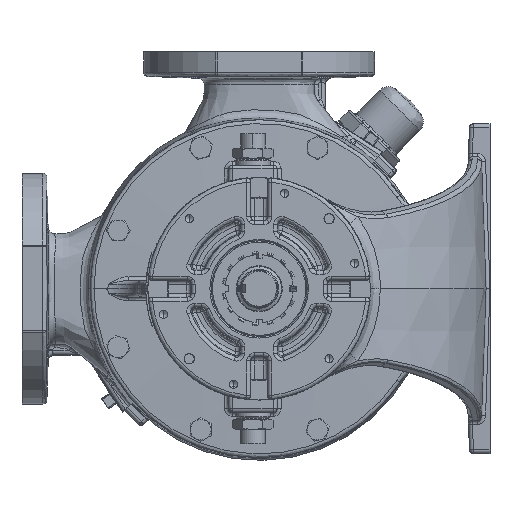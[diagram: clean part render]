
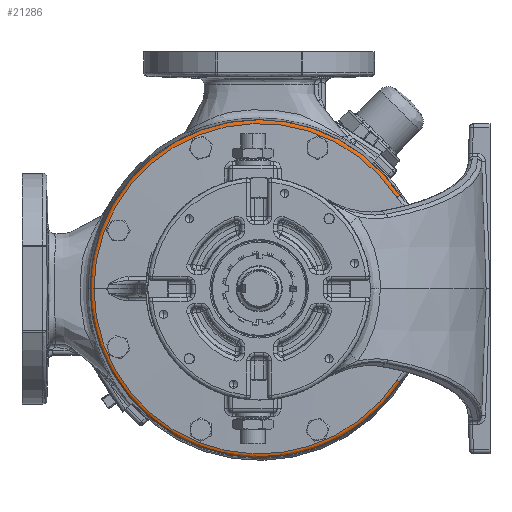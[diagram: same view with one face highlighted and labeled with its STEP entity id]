
A CAD part, left-side view. The second image highlights one B-rep face of the part: STEP entity #21286.
In plain terms, the highlighted free-form (B-spline) face has degree [3, 3] with [4, 7] control points.
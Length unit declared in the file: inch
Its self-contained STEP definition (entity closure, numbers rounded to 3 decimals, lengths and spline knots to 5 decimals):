
#4285 = CARTESIAN_POINT ( 'NONE',  ( -0.62404, 0., 0. ) ) ;
#6316 = CARTESIAN_POINT ( 'NONE',  ( -0.62404, -4.17571, 2.76684 ) ) ;
#7405 = AXIS2_PLACEMENT_3D ( 'NONE', #127481, #297707, #152020 ) ;
#7899 = VERTEX_POINT ( 'NONE', #222636 ) ;
#8138 = AXIS2_PLACEMENT_3D ( 'NONE', #174080, #27662, #198615 ) ;
#10506 = CARTESIAN_POINT ( 'NONE',  ( -0.62404, -0.81558, -7.83795 ) ) ;
#11523 = CARTESIAN_POINT ( 'NONE',  ( -0.57248, 5.125, -6.22396 ) ) ;
#14023 = DIRECTION ( 'NONE',  ( 0., -0.834, -0.552 ) ) ;
#15701 = CARTESIAN_POINT ( 'NONE',  ( -0.62404, 0., 0. ) ) ;
#17866 = CIRCLE ( 'NONE', #142325, 0.12 ) ;
#19076 = DIRECTION ( 'NONE',  ( 1., 0., 0. ) ) ;
#20938 = EDGE_CURVE ( 'NONE', #158165, #157984, #69705, .T. ) ;
#21286 = ADVANCED_FACE ( 'Defeatured_0_668', ( #34240 ), #298644, .T. ) ;
#27662 = DIRECTION ( 'NONE',  ( 0., -0.552, -0.834 ) ) ;
#27723 = CARTESIAN_POINT ( 'NONE',  ( -0.50412, 0., 0. ) ) ;
#28709 = DIRECTION ( 'NONE',  ( 0., -1., 0. ) ) ;
#30938 = ORIENTED_EDGE ( 'NONE', *, *, #259083, .F. ) ;
#34240 = FACE_OUTER_BOUND ( 'NONE', #107916, .T. ) ;
#35031 = CARTESIAN_POINT ( 'NONE',  ( -0.62166, -4.23267, 2.80457 ) ) ;
#36080 = CARTESIAN_POINT ( 'NONE',  ( -0.57248, -4.27226, -2.8308 ) ) ;
#37092 = CARTESIAN_POINT ( 'NONE',  ( -0.62404, -4.17571, -2.76684 ) ) ;
#40292 = DIRECTION ( 'NONE',  ( 0., -1., 0. ) ) ;
#41868 = ORIENTED_EDGE ( 'NONE', *, *, #155226, .T. ) ;
#42461 = ORIENTED_EDGE ( 'NONE', *, *, #308859, .T. ) ;
#52270 = DIRECTION ( 'NONE',  ( 0., 0., -1. ) ) ;
#59600 = CARTESIAN_POINT ( 'NONE',  ( -0.62166, 5.07751, 6.16629 ) ) ;
#60653 = CARTESIAN_POINT ( 'NONE',  ( -0.50412, -0.83444, 8.01916 ) ) ;
#66068 = AXIS2_PLACEMENT_3D ( 'NONE', #4285, #175114, #28709 ) ;
#66776 = CIRCLE ( 'NONE', #7405, 5.125 ) ;
#69705 = CIRCLE ( 'NONE', #227666, 5.125 ) ;
#77528 = ORIENTED_EDGE ( 'NONE', *, *, #288979, .T. ) ;
#84170 = CARTESIAN_POINT ( 'NONE',  ( -0.62166, 5.07751, -6.16629 ) ) ;
#85230 = CARTESIAN_POINT ( 'NONE',  ( -0.50412, 5.125, 0. ) ) ;
#92833 = VERTEX_POINT ( 'NONE', #6316 ) ;
#92871 = AXIS2_PLACEMENT_3D ( 'NONE', #27723, #198673, #52270 ) ;
#99206 = ORIENTED_EDGE ( 'NONE', *, *, #20938, .F. ) ;
#101017 = EDGE_CURVE ( 'NONE', #238828, #7899, #66776, .T. ) ;
#107916 = EDGE_LOOP ( 'NONE', ( #42461, #41868, #77528, #280980, #149113, #30938, #99206 ) ) ;
#108738 = CARTESIAN_POINT ( 'NONE',  ( -0.62166, -4.23267, -2.80457 ) ) ;
#109771 = CARTESIAN_POINT ( 'NONE',  ( -0.50412, -0.83444, -8.01916 ) ) ;
#127481 = CARTESIAN_POINT ( 'NONE',  ( -0.50412, 0., 0. ) ) ;
#132360 = CARTESIAN_POINT ( 'NONE',  ( -0.62404, 5.00919, 6.08331 ) ) ;
#133417 = CARTESIAN_POINT ( 'NONE',  ( -0.57248, -0.83444, 8.01916 ) ) ;
#140935 = VERTEX_POINT ( 'NONE', #37092 ) ;
#142325 = AXIS2_PLACEMENT_3D ( 'NONE', #306039, #160435, #14023 ) ;
#142933 = AXIS2_PLACEMENT_3D ( 'NONE', #15701, #186594, #40292 ) ;
#148192 = EDGE_CURVE ( 'NONE', #7899, #92833, #186344, .T. ) ;
#149113 = ORIENTED_EDGE ( 'NONE', *, *, #101017, .F. ) ;
#152020 = DIRECTION ( 'NONE',  ( 0., 0., -1. ) ) ;
#155226 = EDGE_CURVE ( 'NONE', #140935, #240694, #235088, .T. ) ;
#156445 = CIRCLE ( 'NONE', #66068, 5.00919 ) ;
#156885 = CARTESIAN_POINT ( 'NONE',  ( -0.62404, 5.00919, -6.08331 ) ) ;
#157885 = CARTESIAN_POINT ( 'NONE',  ( -0.57248, 5.125, 0. ) ) ;
#157984 = VERTEX_POINT ( 'NONE', #227782 ) ;
#158165 = VERTEX_POINT ( 'NONE', #273179 ) ;
#160435 = DIRECTION ( 'NONE',  ( 0., 0.552, -0.834 ) ) ;
#165510 = CARTESIAN_POINT ( 'NONE',  ( -0.50412, 0., 0. ) ) ;
#174080 = CARTESIAN_POINT ( 'NONE',  ( -0.50412, -4.17222, 2.76452 ) ) ;
#175114 = DIRECTION ( 'NONE',  ( 1., 0., 0. ) ) ;
#180400 = CARTESIAN_POINT ( 'NONE',  ( -0.62404, 5.00919, 0. ) ) ;
#181372 = CARTESIAN_POINT ( 'NONE',  ( -0.62404, -4.17571, -2.76684 ) ) ;
#182403 = CARTESIAN_POINT ( 'NONE',  ( -0.57248, -0.83444, -8.01916 ) ) ;
#186344 = CIRCLE ( 'NONE', #8138, 0.12 ) ;
#186594 = DIRECTION ( 'NONE',  ( 1., 0., 0. ) ) ;
#190019 = DIRECTION ( 'NONE',  ( 0., 0., -1. ) ) ;
#198615 = DIRECTION ( 'NONE',  ( 0., 0.834, -0.552 ) ) ;
#198673 = DIRECTION ( 'NONE',  ( 1., 0., 0. ) ) ;
#205869 = CARTESIAN_POINT ( 'NONE',  ( -0.62166, -0.82671, 7.94486 ) ) ;
#206874 = CARTESIAN_POINT ( 'NONE',  ( -0.50412, -4.27226, 2.8308 ) ) ;
#222636 = CARTESIAN_POINT ( 'NONE',  ( -0.50412, -4.27226, 2.8308 ) ) ;
#227666 = AXIS2_PLACEMENT_3D ( 'NONE', #165510, #19076, #190019 ) ;
#227782 = CARTESIAN_POINT ( 'NONE',  ( -0.50412, 0., -5.125 ) ) ;
#229163 = CARTESIAN_POINT ( 'NONE',  ( -0.62404, -0.81558, 7.83795 ) ) ;
#230196 = CARTESIAN_POINT ( 'NONE',  ( -0.62166, 5.07751, 0. ) ) ;
#231268 = CARTESIAN_POINT ( 'NONE',  ( -0.50412, 5.125, 6.22396 ) ) ;
#235088 = CIRCLE ( 'NONE', #142933, 5.00919 ) ;
#238828 = VERTEX_POINT ( 'NONE', #273878 ) ;
#240694 = VERTEX_POINT ( 'NONE', #180400 ) ;
#254644 = CARTESIAN_POINT ( 'NONE',  ( -0.62166, -0.82671, -7.94486 ) ) ;
#255661 = CARTESIAN_POINT ( 'NONE',  ( -0.50412, 5.125, -6.22396 ) ) ;
#256613 = CIRCLE ( 'NONE', #92871, 5.125 ) ;
#259083 = EDGE_CURVE ( 'NONE', #157984, #238828, #256613, .T. ) ;
#273179 = CARTESIAN_POINT ( 'NONE',  ( -0.50412, -4.27226, -2.8308 ) ) ;
#273878 = CARTESIAN_POINT ( 'NONE',  ( -0.50412, 0., 5.125 ) ) ;
#277991 = CARTESIAN_POINT ( 'NONE',  ( -0.62404, -4.17571, 2.76684 ) ) ;
#279027 = CARTESIAN_POINT ( 'NONE',  ( -0.57248, -4.27226, 2.8308 ) ) ;
#280091 = CARTESIAN_POINT ( 'NONE',  ( -0.50412, -4.27226, -2.8308 ) ) ;
#280980 = ORIENTED_EDGE ( 'NONE', *, *, #148192, .F. ) ;
#288979 = EDGE_CURVE ( 'NONE', #240694, #92833, #156445, .T. ) ;
#297707 = DIRECTION ( 'NONE',  ( 1., 0., 0. ) ) ;
#298644 =( BOUNDED_SURFACE ( )  B_SPLINE_SURFACE ( 3, 3, ( 
 ( #277991, #229163, #132360, #302504, #156885, #10506, #181372 ),
 ( #35031, #205869, #59600, #230196, #84170, #254644, #108738 ),
 ( #279027, #133417, #303554, #157885, #11523, #182403, #36080 ),
 ( #206874, #60653, #231268, #85230, #255661, #109771, #280091 ) ),
 .UNSPECIFIED., .F., .F., .T. ) 
 B_SPLINE_SURFACE_WITH_KNOTS ( ( 4, 4 ),
 ( 4, 3, 4 ),
 ( 0., 1. ),
 ( 0., 0.5, 1. ),
 .UNSPECIFIED. ) 
 GEOMETRIC_REPRESENTATION_ITEM ( )  RATIONAL_B_SPLINE_SURFACE ( (
 ( 1., 0.526, 0.526, 1., 0.526, 0.526, 1.),
 ( 0.813, 0.427, 0.427, 0.813, 0.427, 0.427, 0.813),
 ( 0.813, 0.427, 0.427, 0.813, 0.427, 0.427, 0.813),
 ( 1., 0.526, 0.526, 1., 0.526, 0.526, 1.) ) ) 
 REPRESENTATION_ITEM ( '' )  SURFACE ( )  );
#302504 = CARTESIAN_POINT ( 'NONE',  ( -0.62404, 5.00919, 0. ) ) ;
#303554 = CARTESIAN_POINT ( 'NONE',  ( -0.57248, 5.125, 6.22396 ) ) ;
#306039 = CARTESIAN_POINT ( 'NONE',  ( -0.50412, -4.17222, -2.76452 ) ) ;
#308859 = EDGE_CURVE ( 'NONE', #158165, #140935, #17866, .T. ) ;
